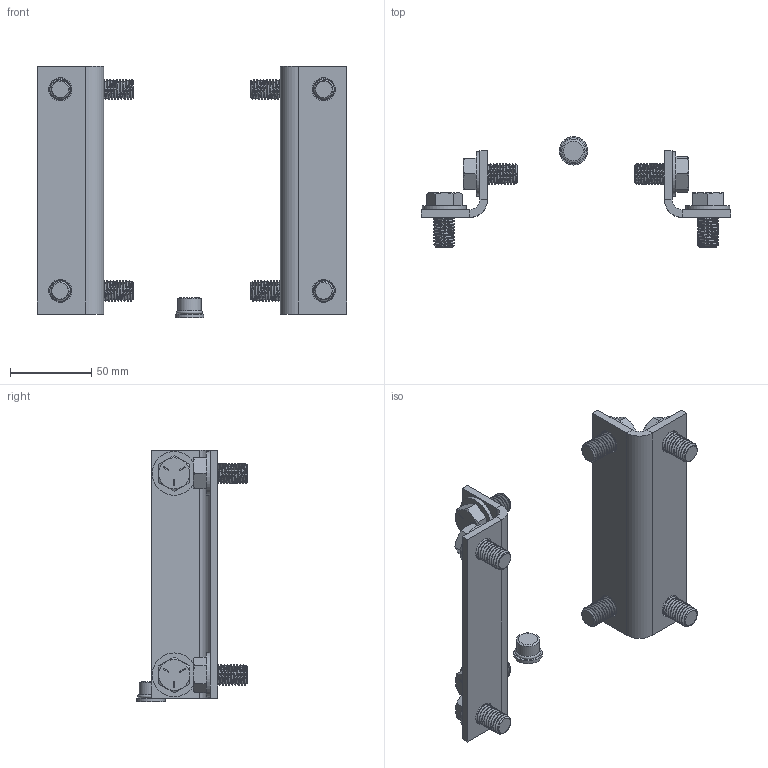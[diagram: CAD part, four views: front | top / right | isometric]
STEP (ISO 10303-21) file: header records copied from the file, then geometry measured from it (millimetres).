
FILE_DESCRIPTION(/* description */ (''),/* implementation_level */ '2;1');
FILE_NAME(/* name */ '600_MKS.stp',/* time_stamp */ '2020-06-30T08:19:31-04:00',/* author */ ('trevorh'),/* organization */ (''),/* preprocessor_version */ 'ST-DEVELOPER v17',/* originating_system */ 'Autodesk Inventor 2019',/* authorisation */ '');
FILE_SCHEMA (('AUTOMOTIVE_DESIGN { 1 0 10303 214 3 1 1 }'));
Length unit declared in the file: inch
Products named in the file (5): Assembly1; 600_Bracket; ANSI B18.22.1 - 1/2 - narrow - Type A; 92865A712_MEDIUM-STRG GRADE 5 ZINC-PLTD STL CAP SCREW; 6_HP5ON-S
Assembly tree (19 placements, depth 2):
  Assembly1
    600_Bracket  x2
    ANSI B18.22.1 - 1/2 - narrow - Type A  x8
    92865A712_MEDIUM-STRG GRADE 5 ZINC-PLTD STL CAP SCREW  x8
    6_HP5ON-S
Bounding box: 190.6 x 68.16 x 154.69 mm (x, y, z)
Volume: 151389.4 mm3; surface area: 80660.9 mm2
Topology: 19 solids, 19 shells, 581 faces, 1456 edges, 948 vertices
Faces by surface type: cylinder 304, plane 195, cone 65, bspline 16, torus 1
Full cylindrical faces by diameter (mm): 10.162 x104, 12.217 x2, 12.7 x96, 13.487 x8, 14.275 x8, 14.287 x1, 17.526 x1, 26.975 x8
Entity records: 5730 total; most frequent: CARTESIAN_POINT 3174, ORIENTED_EDGE 494, DIRECTION 480, EDGE_CURVE 247, AXIS2_PLACEMENT_3D 182, VERTEX_POINT 161, EDGE_LOOP 118, LINE 116
